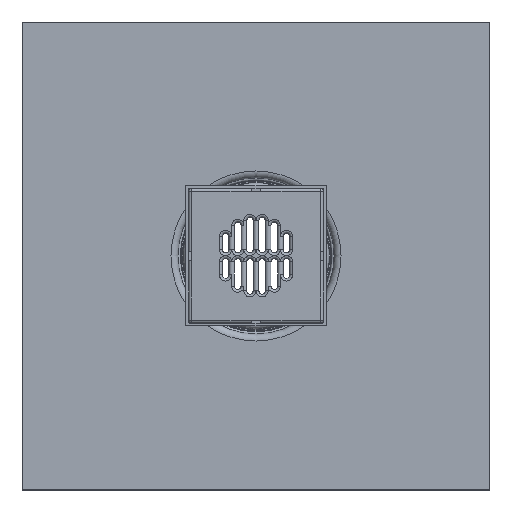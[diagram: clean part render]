
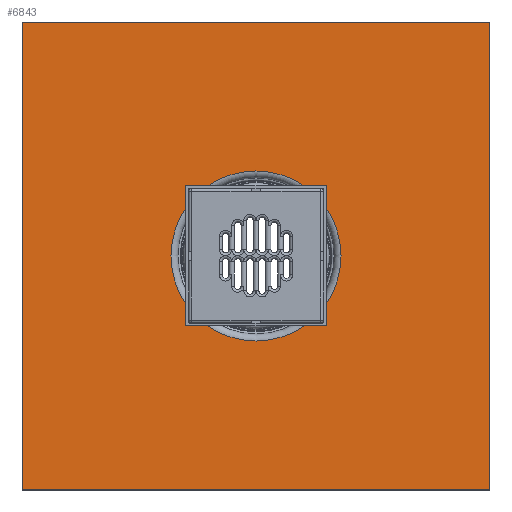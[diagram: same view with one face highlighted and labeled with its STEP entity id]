
A CAD part, top view. The second image highlights one B-rep face of the part: STEP entity #6843.
In plain terms, the highlighted planar face has unit normal (0, 0, 1).
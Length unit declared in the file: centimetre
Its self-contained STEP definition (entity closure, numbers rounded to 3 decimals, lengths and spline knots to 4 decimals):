
#425=FACE_BOUND('',#1635,.T.);
#487=CIRCLE('',#8433,90.8789);
#1114=FACE_OUTER_BOUND('',#1634,.T.);
#1634=EDGE_LOOP('',(#4199,#4200,#4201,#4202));
#1635=EDGE_LOOP('',(#4203));
#2210=VERTEX_POINT('',#12436);
#2211=VERTEX_POINT('',#12438);
#2213=VERTEX_POINT('',#12444);
#2216=VERTEX_POINT('',#12449);
#2218=VERTEX_POINT('',#12462);
#2955=EDGE_CURVE('',#2210,#2211,#7382,.T.);
#2961=EDGE_CURVE('',#2216,#2213,#7388,.T.);
#2962=EDGE_CURVE('',#2211,#2216,#7389,.T.);
#2965=EDGE_CURVE('',#2210,#2213,#7392,.T.);
#2967=EDGE_CURVE('',#2218,#2218,#487,.T.);
#4199=ORIENTED_EDGE('',*,*,#2965,.T.);
#4200=ORIENTED_EDGE('',*,*,#2961,.F.);
#4201=ORIENTED_EDGE('',*,*,#2962,.F.);
#4202=ORIENTED_EDGE('',*,*,#2955,.F.);
#4203=ORIENTED_EDGE('',*,*,#2967,.T.);
#6631=PLANE('',#8432);
#6843=ADVANCED_FACE('',(#1114,#425),#6631,.F.);
#7382=LINE('',#12439,#7904);
#7388=LINE('',#12451,#7910);
#7389=LINE('',#12453,#7911);
#7392=LINE('',#12457,#7914);
#7904=VECTOR('',#9593,1.);
#7910=VECTOR('',#9601,1.);
#7911=VECTOR('',#9604,1.);
#7914=VECTOR('',#9609,1.);
#8432=AXIS2_PLACEMENT_3D('',#12461,#9614,#9615);
#8433=AXIS2_PLACEMENT_3D('',#12463,#9616,#9617);
#9593=DIRECTION('',(1.,0.,0.));
#9601=DIRECTION('',(-1.,0.,0.));
#9604=DIRECTION('',(0.,-1.,0.));
#9609=DIRECTION('',(0.,-1.,0.));
#9614=DIRECTION('center_axis',(0.,0.,-1.));
#9615=DIRECTION('ref_axis',(0.,-1.,0.));
#9616=DIRECTION('center_axis',(0.,0.,-1.));
#9617=DIRECTION('ref_axis',(1.,0.,0.));
#12436=CARTESIAN_POINT('',(-250.,250.,252.0038));
#12438=CARTESIAN_POINT('',(250.,250.,252.0038));
#12439=CARTESIAN_POINT('',(0.,250.,252.0038));
#12444=CARTESIAN_POINT('',(-250.,-250.,252.0038));
#12449=CARTESIAN_POINT('',(250.,-250.,252.0038));
#12451=CARTESIAN_POINT('',(0.,-250.,252.0038));
#12453=CARTESIAN_POINT('',(250.,0.,252.0038));
#12457=CARTESIAN_POINT('',(-250.,0.,252.0038));
#12461=CARTESIAN_POINT('Origin',(0.,0.,
252.0038));
#12462=CARTESIAN_POINT('',(0.,-90.8789,252.0038));
#12463=CARTESIAN_POINT('Origin',(0.,0.,
252.0038));
